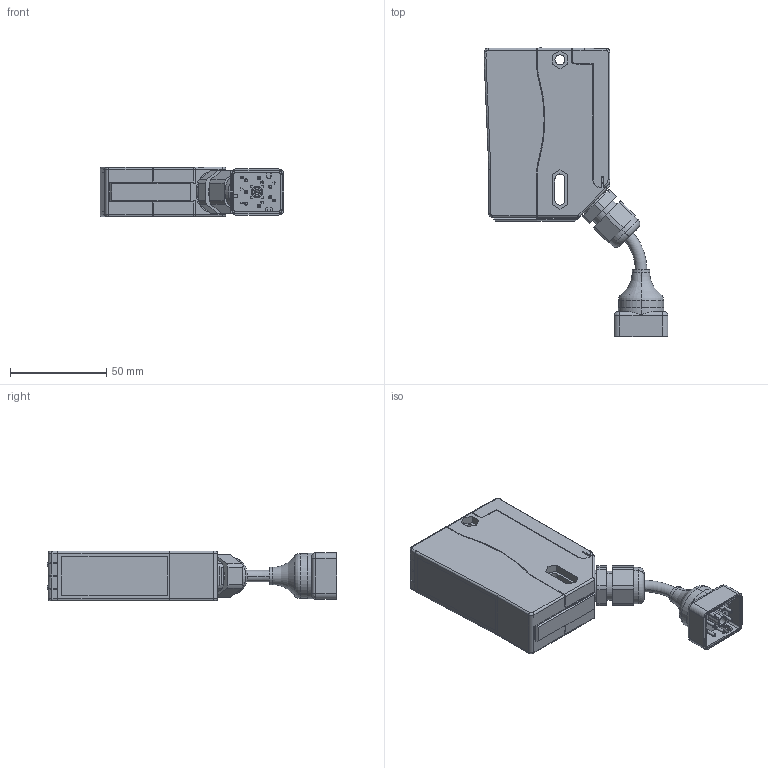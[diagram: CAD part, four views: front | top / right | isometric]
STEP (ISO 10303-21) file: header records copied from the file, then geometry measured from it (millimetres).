
FILE_DESCRIPTION((''),'2;1');
FILE_NAME('CAD-0938A_ASM','2023-01-19T12:12:05',('creinig-se'),(''),'CREO PARAMETRIC BY PTC INC, 2019292','CREO PARAMETRIC BY PTC INC, 2019292','');
FILE_SCHEMA(('CONFIG_CONTROL_DESIGN','SHAPE_APPEARANCE_LAYERS_GROUPS'));
Products named in the file (7): CAD-0938A_KABEL; CAD-0938A_07A0P0_RLK28_SW0001; CAD-0938A_KABELVERSCHRG_M16X1_5; CAD-0938A_STECKER_M_PI_SW0001; CAD-0938A_KABELUMSPRITZUNG; CAD-0938A_LICHTL_RL28_VORN; CAD-0938A_ASM
Assembly tree (6 placements, depth 2):
  CAD-0938A_ASM
    CAD-0938A_KABEL
    CAD-0938A_07A0P0_RLK28_SW0001
    CAD-0938A_KABELVERSCHRG_M16X1_5
    CAD-0938A_STECKER_M_PI_SW0001
    CAD-0938A_KABELUMSPRITZUNG
    CAD-0938A_LICHTL_RL28_VORN
Bounding box: 95.68 x 150.5 x 25.8 mm (x, y, z)
Volume: 74820.3 mm3; surface area: 52263.5 mm2
Topology: 6 solids, 6 shells, 2073 faces, 5786 edges, 3796 vertices
Faces by surface type: plane 1440, cylinder 448, cone 99, bspline 40, torus 34, sphere 12
Entity records: 84687 total; most frequent: CARTESIAN_POINT 16223, ORIENTED_EDGE 11486, DIRECTION 10705, EDGE_CURVE 5743, VECTOR 4347, LINE 4347, VERTEX_POINT 3741, AXIS2_PLACEMENT_3D 3179
